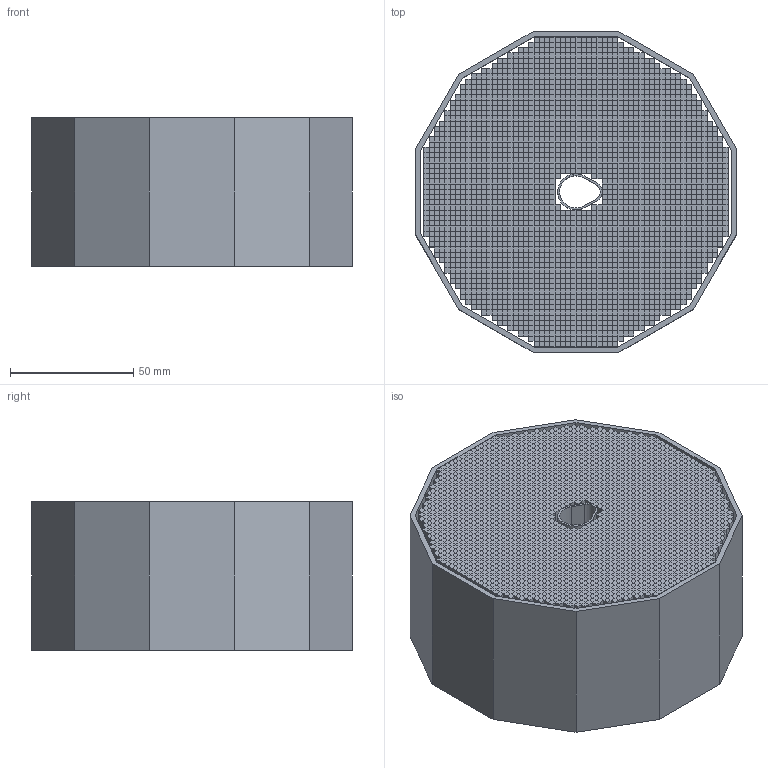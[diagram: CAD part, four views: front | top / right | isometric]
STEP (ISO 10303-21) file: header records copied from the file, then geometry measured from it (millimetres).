
FILE_DESCRIPTION(('Open CASCADE Model'),'2;1');
FILE_NAME('Open CASCADE Shape Model','2024-09-10T19:11:02',('Author'),( 'Open CASCADE'),'Open CASCADE STEP processor 7.7','Open CASCADE 7.7' ,'Unknown');
FILE_SCHEMA(('AUTOMOTIVE_DESIGN { 1 0 10303 214 1 1 1 1 }'));
Length unit declared in the file: millimetre
Products named in the file (6): parallel_world_volume; EcalEndcapN; EcalEndcapN_envelope; inner_support_vol; module_vol; ring12
Assembly tree (2661 placements, depth 4):
  parallel_world_volume
    EcalEndcapN
      EcalEndcapN_envelope
        inner_support_vol
        module_vol  x2657
      ring12
Bounding box: 130 x 130 x 60 mm (x, y, z)
Volume: 294176.7 mm3; surface area: 536287.4 mm2
Topology: 2659 solids, 2659 shells, 15984 faces, 31988 edges, 21320 vertices
Faces by surface type: plane 15980, cylinder 4
Entity records: 24124 total; most frequent: DIRECTION 5680, CARTESIAN_POINT 3226, AXIS2_PLACEMENT_3D 2718, PRODUCT_DEFINITION_SHAPE 2667, CONTEXT_DEPENDENT_SHAPE_REPRESENTATION 2661, ITEM_DEFINED_TRANSFORMATION 2661, NEXT_ASSEMBLY_USAGE_OCCURRENCE 2661, LINE 236
